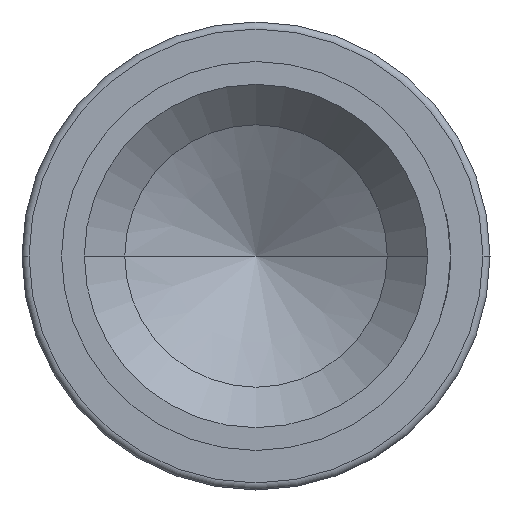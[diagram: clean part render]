
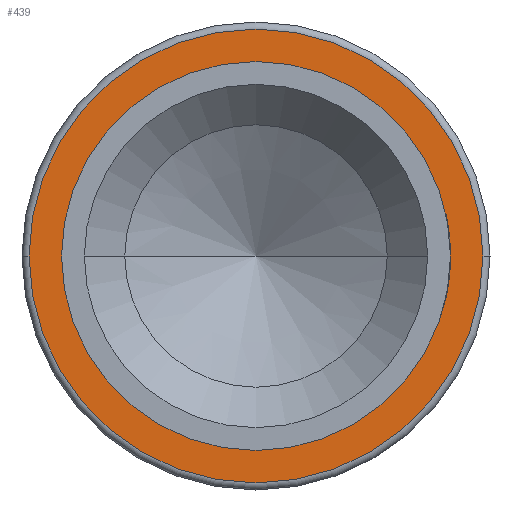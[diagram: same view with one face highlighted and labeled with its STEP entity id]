
A CAD part, front view. The second image highlights one B-rep face of the part: STEP entity #439.
In plain terms, the highlighted planar face has unit normal (0, -1, 0).
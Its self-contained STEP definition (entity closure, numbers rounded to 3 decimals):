
#2=CARTESIAN_POINT('',(0.,0.,0.));
#3=DIRECTION('',(0.,-1.,0.));
#4=DIRECTION('',(1.,0.,0.));
#5=AXIS2_PLACEMENT_3D('',#2,#3,#4);
#36=CARTESIAN_POINT('',(0.,0.,0.));
#37=DIRECTION('',(0.,1.,0.));
#38=DIRECTION('',(-1.,0.,0.));
#39=AXIS2_PLACEMENT_3D('',#36,#37,#38);
#72=CARTESIAN_POINT('',(0.,0.,0.));
#73=DIRECTION('',(0.,-1.,0.));
#74=DIRECTION('',(-1.,0.,0.));
#75=AXIS2_PLACEMENT_3D('',#72,#73,#74);
#191=CARTESIAN_POINT('',(0.,0.,0.));
#192=DIRECTION('',(0.,-1.,0.));
#193=DIRECTION('',(-1.,0.,0.));
#194=AXIS2_PLACEMENT_3D('',#191,#192,#193);
#328=CARTESIAN_POINT('',(-1.92,0.,0.));
#330=VERTEX_POINT('',#328);
#332=CARTESIAN_POINT('',(1.92,0.,0.));
#333=VERTEX_POINT('',#332);
#336=CARTESIAN_POINT('',(-2.24,0.,0.));
#337=CARTESIAN_POINT('',(2.24,0.,0.));
#338=VERTEX_POINT('',#336);
#339=VERTEX_POINT('',#337);
#423=CARTESIAN_POINT('',(0.,0.,0.));
#424=DIRECTION('',(0.,1.,0.));
#425=DIRECTION('',(1.,0.,0.));
#426=AXIS2_PLACEMENT_3D('',#423,#424,#425);
#427=PLANE('',#426);
#429=ORIENTED_EDGE('',*,*,#428,.F.);
#430=ORIENTED_EDGE('',*,*,#413,.F.);
#431=EDGE_LOOP('',(#429,#430));
#432=FACE_OUTER_BOUND('',#431,.F.);
#434=ORIENTED_EDGE('',*,*,#433,.F.);
#436=ORIENTED_EDGE('',*,*,#435,.T.);
#437=EDGE_LOOP('',(#434,#436));
#438=FACE_BOUND('',#437,.F.);
#439=ADVANCED_FACE('',(#432,#438),#427,.F.);
#6=CIRCLE('',#5,2.24);
#40=CIRCLE('',#39,1.92);
#76=CIRCLE('',#75,1.92);
#195=CIRCLE('',#194,2.24);
#413=EDGE_CURVE('',#339,#338,#6,.T.);
#428=EDGE_CURVE('',#338,#339,#195,.T.);
#433=EDGE_CURVE('',#330,#333,#40,.T.);
#435=EDGE_CURVE('',#330,#333,#76,.T.);
